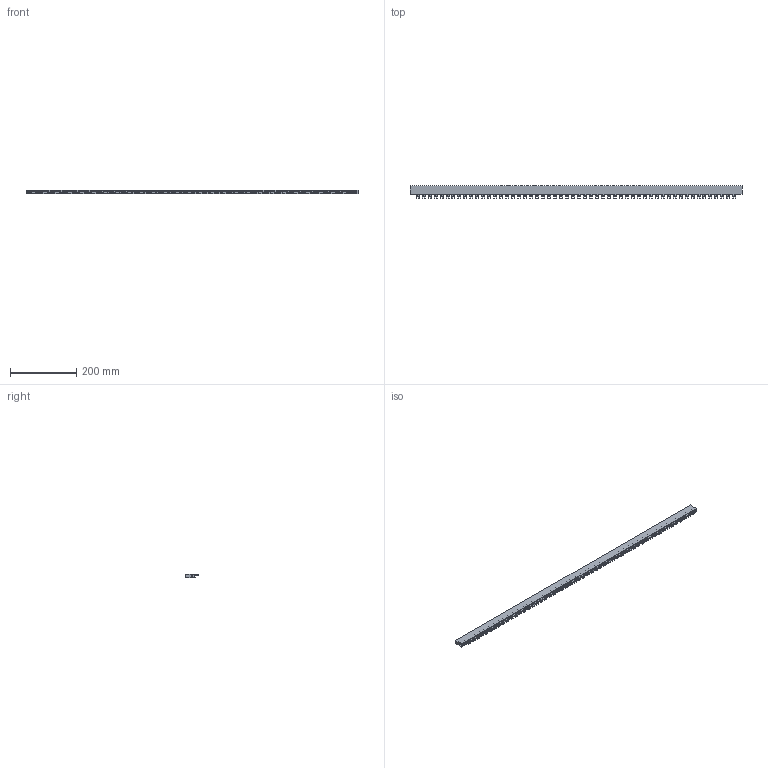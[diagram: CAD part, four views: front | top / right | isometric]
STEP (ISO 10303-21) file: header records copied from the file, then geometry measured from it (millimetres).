
FILE_DESCRIPTION (( 'STEP AP203' ), '1' );
FILE_NAME ('YNS51-2-100 Øèíà ñîåäèíèòåëüíàÿ òèïà FORK (âèëêà) 2Ð 100À (äë.1 ì) ÈÝÊ.STEP', '2016-09-07T06:45:51', ( '' ), ( '' ), 'SwSTEP 2.0', 'SolidWorks 2014', '' );
FILE_SCHEMA (( 'CONFIG_CONTROL_DESIGN' ));
Length unit declared in the file: millimetre
Products named in the file (1): YNS51-2-100 Øèíà ñîåäèíèòåëüíàÿ òèïà FORK (âèëêà) 2Ð 100À (äë.1 ì) ÈÝÊ
Bounding box: 1000 x 37.5 x 11.2 mm (x, y, z)
Volume: 273429.2 mm3; surface area: 114384.2 mm2
Topology: 1 solids, 1 shells, 770 faces, 2088 edges, 1320 vertices
Faces by surface type: plane 716, cylinder 54
Entity records: 23609 total; most frequent: CARTESIAN_POINT 4179, ORIENTED_EDGE 4176, DIRECTION 3738, EDGE_CURVE 2088, LINE 1980, VECTOR 1980, VERTEX_POINT 1320, AXIS2_PLACEMENT_3D 879
